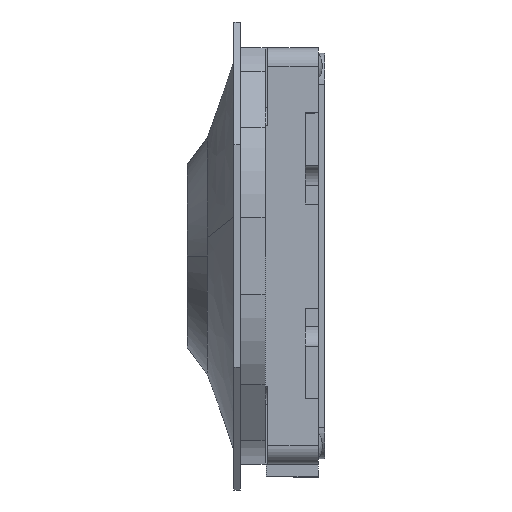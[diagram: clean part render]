
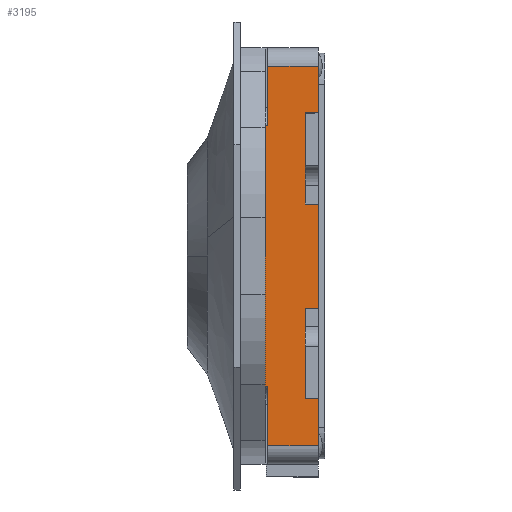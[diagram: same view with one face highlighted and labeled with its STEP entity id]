
A CAD part, left-side view. The second image highlights one B-rep face of the part: STEP entity #3195.
In plain terms, the highlighted planar face has unit normal (-1, 0, 0).
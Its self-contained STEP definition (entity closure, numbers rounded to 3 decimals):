
#29 = EDGE_CURVE ( 'NONE', #822, #1536, #888, .T. ) ;
#136 = VECTOR ( 'NONE', #4525, 1000. ) ;
#147 = CARTESIAN_POINT ( 'NONE',  ( -1.3, 0.195, -0.5 ) ) ;
#159 = VERTEX_POINT ( 'NONE', #5983 ) ;
#163 = VECTOR ( 'NONE', #5809, 1000. ) ;
#200 = DIRECTION ( 'NONE',  ( 0., -1., 0. ) ) ;
#235 = CARTESIAN_POINT ( 'NONE',  ( -1.3, 0.31, 0.5 ) ) ;
#362 = LINE ( 'NONE', #5152, #6998 ) ;
#397 = CARTESIAN_POINT ( 'NONE',  ( -1.3, 0.205, -0.5 ) ) ;
#456 = EDGE_CURVE ( 'NONE', #2085, #1402, #5206, .T. ) ;
#606 = VECTOR ( 'NONE', #6283, 1000. ) ;
#670 = EDGE_CURVE ( 'NONE', #1536, #2236, #3461, .T. ) ;
#737 = CARTESIAN_POINT ( 'NONE',  ( -1.3, 0.205, 0.73 ) ) ;
#785 = ORIENTED_EDGE ( 'NONE', *, *, #3968, .T. ) ;
#822 = VERTEX_POINT ( 'NONE', #6859 ) ;
#888 = LINE ( 'NONE', #1488, #163 ) ;
#949 = CARTESIAN_POINT ( 'NONE',  ( -1.3, 0.195, 0.73 ) ) ;
#1137 = ORIENTED_EDGE ( 'NONE', *, *, #670, .F. ) ;
#1226 = DIRECTION ( 'NONE',  ( 1., 0., 0. ) ) ;
#1285 = CARTESIAN_POINT ( 'NONE',  ( -1.3, 0., 2.675 ) ) ;
#1297 = VERTEX_POINT ( 'NONE', #5786 ) ;
#1341 = VERTEX_POINT ( 'NONE', #3790 ) ;
#1370 = CARTESIAN_POINT ( 'NONE',  ( -1.3, 0.31, 0.73 ) ) ;
#1402 = VERTEX_POINT ( 'NONE', #3153 ) ;
#1405 = VECTOR ( 'NONE', #4275, 1000. ) ;
#1427 = DIRECTION ( 'NONE',  ( 0., 0., 1. ) ) ;
#1448 = EDGE_CURVE ( 'NONE', #1402, #2142, #4819, .T. ) ;
#1488 = CARTESIAN_POINT ( 'NONE',  ( -1.3, 0.05, 0.73 ) ) ;
#1525 = LINE ( 'NONE', #6318, #606 ) ;
#1536 = VERTEX_POINT ( 'NONE', #6596 ) ;
#1716 = CARTESIAN_POINT ( 'NONE',  ( -1.3, 0.195, 0.5 ) ) ;
#1921 = CARTESIAN_POINT ( 'NONE',  ( -1.3, 0.05, 0.73 ) ) ;
#2085 = VERTEX_POINT ( 'NONE', #1716 ) ;
#2142 = VERTEX_POINT ( 'NONE', #5572 ) ;
#2188 = CARTESIAN_POINT ( 'NONE',  ( -1.3, 0., 2.675 ) ) ;
#2236 = VERTEX_POINT ( 'NONE', #6140 ) ;
#2328 = LINE ( 'NONE', #737, #136 ) ;
#2516 = LINE ( 'NONE', #3617, #6840 ) ;
#2613 = EDGE_CURVE ( 'NONE', #1341, #2236, #6014, .T. ) ;
#2816 = ORIENTED_EDGE ( 'NONE', *, *, #5779, .T. ) ;
#2893 = VECTOR ( 'NONE', #200, 1000. ) ;
#2898 = ORIENTED_EDGE ( 'NONE', *, *, #3464, .F. ) ;
#2901 = VECTOR ( 'NONE', #3247, 1000. ) ;
#3044 = VERTEX_POINT ( 'NONE', #3137 ) ;
#3103 = DIRECTION ( 'NONE',  ( 0., 0., 1. ) ) ;
#3137 = CARTESIAN_POINT ( 'NONE',  ( -1.3, 0., -0.55 ) ) ;
#3153 = CARTESIAN_POINT ( 'NONE',  ( -1.3, 0.195, 0.73 ) ) ;
#3195 = ADVANCED_FACE ( 'NONE', ( #4560 ), #6196, .F. ) ;
#3247 = DIRECTION ( 'NONE',  ( 0., 0., -1. ) ) ;
#3458 = DIRECTION ( 'NONE',  ( 0., 1., 0. ) ) ;
#3461 = LINE ( 'NONE', #6681, #5712 ) ;
#3464 = EDGE_CURVE ( 'NONE', #5132, #159, #6572, .T. ) ;
#3479 = VECTOR ( 'NONE', #6105, 1000. ) ;
#3562 = VERTEX_POINT ( 'NONE', #6611 ) ;
#3617 = CARTESIAN_POINT ( 'NONE',  ( -1.3, 0.195, 0.73 ) ) ;
#3687 = VECTOR ( 'NONE', #6232, 1000. ) ;
#3715 = ORIENTED_EDGE ( 'NONE', *, *, #5245, .F. ) ;
#3790 = CARTESIAN_POINT ( 'NONE',  ( -1.3, 0., -0.2 ) ) ;
#3797 = VECTOR ( 'NONE', #6668, 1000. ) ;
#3836 = VERTEX_POINT ( 'NONE', #147 ) ;
#3933 = LINE ( 'NONE', #1285, #3479 ) ;
#3968 = EDGE_CURVE ( 'NONE', #1297, #2142, #362, .T. ) ;
#4006 = LINE ( 'NONE', #6101, #3797 ) ;
#4064 = EDGE_CURVE ( 'NONE', #3836, #5924, #4188, .T. ) ;
#4175 = ORIENTED_EDGE ( 'NONE', *, *, #1448, .F. ) ;
#4188 = LINE ( 'NONE', #5114, #6718 ) ;
#4251 = VERTEX_POINT ( 'NONE', #6689 ) ;
#4267 = ORIENTED_EDGE ( 'NONE', *, *, #4624, .F. ) ;
#4275 = DIRECTION ( 'NONE',  ( 0., 0., 1. ) ) ;
#4299 = VECTOR ( 'NONE', #3103, 1000. ) ;
#4307 = AXIS2_PLACEMENT_3D ( 'NONE', #1370, #1226, #6230 ) ;
#4342 = ORIENTED_EDGE ( 'NONE', *, *, #5057, .F. ) ;
#4366 = CARTESIAN_POINT ( 'NONE',  ( -1.3, 0.31, 0.73 ) ) ;
#4401 = ORIENTED_EDGE ( 'NONE', *, *, #4575, .F. ) ;
#4498 = ORIENTED_EDGE ( 'NONE', *, *, #29, .F. ) ;
#4525 = DIRECTION ( 'NONE',  ( 0., 0., 1. ) ) ;
#4560 = FACE_OUTER_BOUND ( 'NONE', #5412, .T. ) ;
#4562 = CARTESIAN_POINT ( 'NONE',  ( -1.3, 0.31, -0.55 ) ) ;
#4575 = EDGE_CURVE ( 'NONE', #159, #3836, #2516, .T. ) ;
#4618 = DIRECTION ( 'NONE',  ( 0., 0., 1. ) ) ;
#4624 = EDGE_CURVE ( 'NONE', #1341, #5713, #1525, .T. ) ;
#4648 = ORIENTED_EDGE ( 'NONE', *, *, #456, .F. ) ;
#4819 = LINE ( 'NONE', #4366, #6471 ) ;
#4851 = ORIENTED_EDGE ( 'NONE', *, *, #6938, .F. ) ;
#5057 = EDGE_CURVE ( 'NONE', #1297, #822, #4006, .T. ) ;
#5114 = CARTESIAN_POINT ( 'NONE',  ( -1.3, 0.31, -0.5 ) ) ;
#5120 = CARTESIAN_POINT ( 'NONE',  ( -1.3, 0.31, -0.73 ) ) ;
#5132 = VERTEX_POINT ( 'NONE', #5571 ) ;
#5152 = CARTESIAN_POINT ( 'NONE',  ( -1.3, 0., 2.675 ) ) ;
#5183 = EDGE_CURVE ( 'NONE', #3562, #3044, #5700, .T. ) ;
#5201 = LINE ( 'NONE', #235, #3687 ) ;
#5206 = LINE ( 'NONE', #949, #4299 ) ;
#5245 = EDGE_CURVE ( 'NONE', #4251, #2085, #5201, .T. ) ;
#5412 = EDGE_LOOP ( 'NONE', ( #6026, #1137, #4498, #4342, #785, #4175, #4648, #3715, #4851, #6441, #4401, #2898, #2816, #6944, #5693, #4267 ) ) ;
#5415 = VECTOR ( 'NONE', #3458, 1000. ) ;
#5571 = CARTESIAN_POINT ( 'NONE',  ( -1.3, 0., -0.73 ) ) ;
#5572 = CARTESIAN_POINT ( 'NONE',  ( -1.3, 0., 0.73 ) ) ;
#5658 = DIRECTION ( 'NONE',  ( 0., -1., 0. ) ) ;
#5693 = ORIENTED_EDGE ( 'NONE', *, *, #5827, .F. ) ;
#5700 = LINE ( 'NONE', #4562, #2893 ) ;
#5712 = VECTOR ( 'NONE', #5658, 1000. ) ;
#5713 = VERTEX_POINT ( 'NONE', #6212 ) ;
#5779 = EDGE_CURVE ( 'NONE', #5132, #3044, #3933, .T. ) ;
#5786 = CARTESIAN_POINT ( 'NONE',  ( -1.3, 0., 0.55 ) ) ;
#5809 = DIRECTION ( 'NONE',  ( 0., 0., -1. ) ) ;
#5819 = DIRECTION ( 'NONE',  ( 0., -1., 0. ) ) ;
#5827 = EDGE_CURVE ( 'NONE', #5713, #3562, #6381, .T. ) ;
#5924 = VERTEX_POINT ( 'NONE', #397 ) ;
#5983 = CARTESIAN_POINT ( 'NONE',  ( -1.3, 0.195, -0.73 ) ) ;
#6014 = LINE ( 'NONE', #2188, #1405 ) ;
#6026 = ORIENTED_EDGE ( 'NONE', *, *, #2613, .T. ) ;
#6101 = CARTESIAN_POINT ( 'NONE',  ( -1.3, 0.5, 0.55 ) ) ;
#6105 = DIRECTION ( 'NONE',  ( 0., 0., 1. ) ) ;
#6140 = CARTESIAN_POINT ( 'NONE',  ( -1.3, 0., 0.2 ) ) ;
#6196 = PLANE ( 'NONE',  #4307 ) ;
#6212 = CARTESIAN_POINT ( 'NONE',  ( -1.3, 0.05, -0.2 ) ) ;
#6230 = DIRECTION ( 'NONE',  ( 0., 0., -1. ) ) ;
#6232 = DIRECTION ( 'NONE',  ( 0., -1., 0. ) ) ;
#6283 = DIRECTION ( 'NONE',  ( 0., 1., 0. ) ) ;
#6318 = CARTESIAN_POINT ( 'NONE',  ( -1.3, 0.31, -0.2 ) ) ;
#6350 = DIRECTION ( 'NONE',  ( 0., 1., 0. ) ) ;
#6381 = LINE ( 'NONE', #1921, #2901 ) ;
#6441 = ORIENTED_EDGE ( 'NONE', *, *, #4064, .F. ) ;
#6471 = VECTOR ( 'NONE', #5819, 1000. ) ;
#6572 = LINE ( 'NONE', #5120, #5415 ) ;
#6596 = CARTESIAN_POINT ( 'NONE',  ( -1.3, 0.05, 0.2 ) ) ;
#6611 = CARTESIAN_POINT ( 'NONE',  ( -1.3, 0.05, -0.55 ) ) ;
#6668 = DIRECTION ( 'NONE',  ( 0., 1., 0. ) ) ;
#6681 = CARTESIAN_POINT ( 'NONE',  ( -1.3, 0.5, 0.2 ) ) ;
#6689 = CARTESIAN_POINT ( 'NONE',  ( -1.3, 0.205, 0.5 ) ) ;
#6718 = VECTOR ( 'NONE', #6350, 1000. ) ;
#6840 = VECTOR ( 'NONE', #1427, 1000. ) ;
#6859 = CARTESIAN_POINT ( 'NONE',  ( -1.3, 0.05, 0.55 ) ) ;
#6938 = EDGE_CURVE ( 'NONE', #5924, #4251, #2328, .T. ) ;
#6944 = ORIENTED_EDGE ( 'NONE', *, *, #5183, .F. ) ;
#6998 = VECTOR ( 'NONE', #4618, 1000. ) ;
